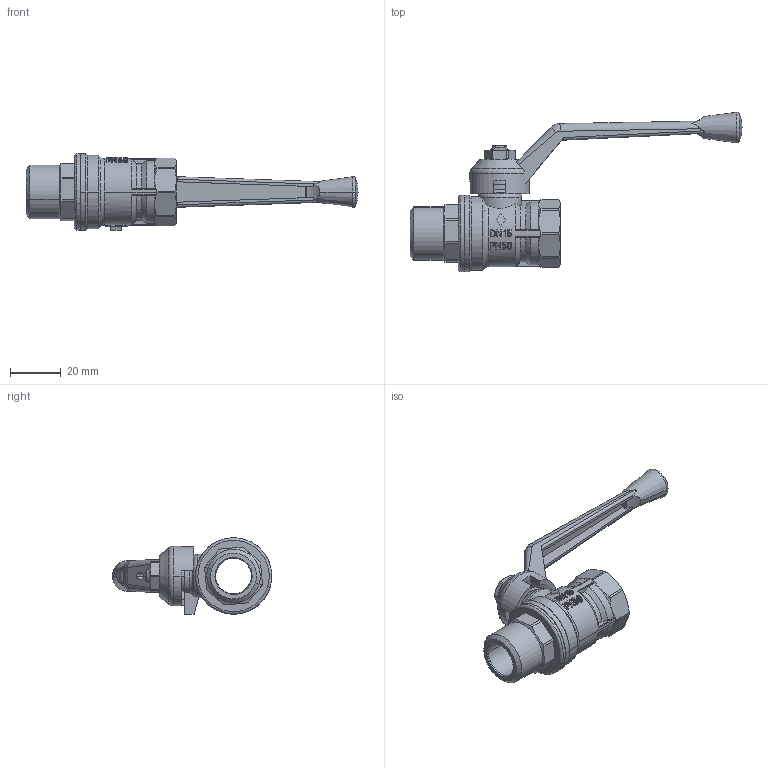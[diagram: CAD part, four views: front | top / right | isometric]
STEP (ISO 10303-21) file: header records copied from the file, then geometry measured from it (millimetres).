
FILE_DESCRIPTION(('Creo Elements/Direct Modeling STEP Export'),'2;1');
FILE_NAME('1501040000.stp','2021-05-18T15:18:07',(''),(''),'Creo Elements/Direct Modeling STEP processor for AP214 (Solid Model)','Creo Elements/Direct Modeling 20.1D 10-Oct-2020 (C) Parametric Technology GmbH','');
FILE_SCHEMA(('AUTOMOTIVE_DESIGN { 1 0 10303 214 1 1 1 1 }'));
Length unit declared in the file: millimetre
Products named in the file (2): 1501040000
Assembly tree (1 placements, depth 2):
  1501040000
    1501040000
Bounding box: 130.25 x 62.6 x 30 mm (x, y, z)
Volume: 26917.5 mm3; surface area: 14599.1 mm2
Topology: 1 solids, 1 shells, 587 faces, 1612 edges, 1050 vertices
Faces by surface type: plane 383, cylinder 95, cone 87, torus 18, sphere 2, bspline 2
Entity records: 20697 total; most frequent: CARTESIAN_POINT 5154, ORIENTED_EDGE 3216, DIRECTION 3017, EDGE_CURVE 1608, AXIS2_PLACEMENT_3D 1179, VERTEX_POINT 1050, VECTOR 659, LINE 659
